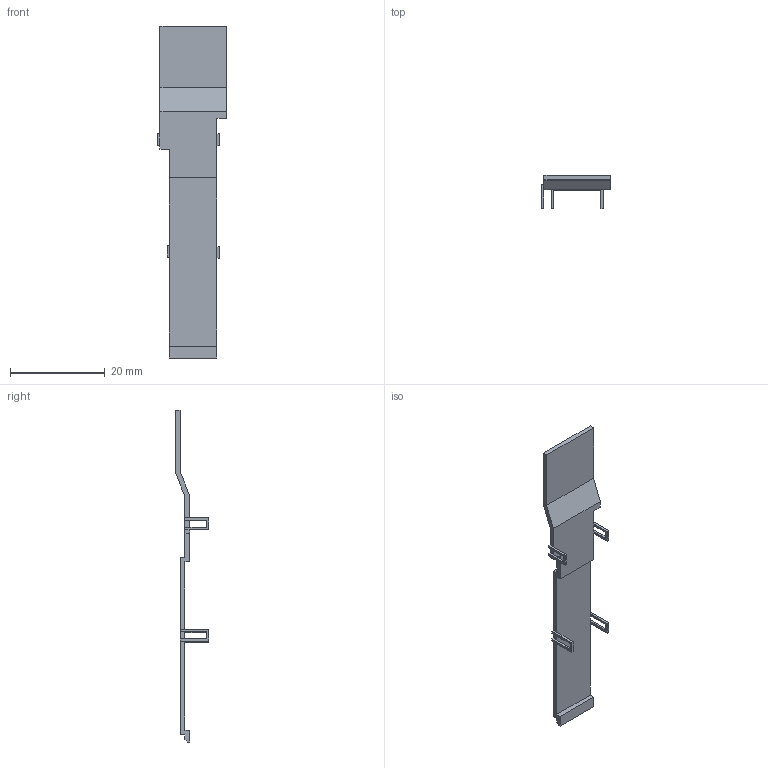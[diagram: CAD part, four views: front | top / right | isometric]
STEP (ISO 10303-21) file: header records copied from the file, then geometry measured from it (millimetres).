
FILE_DESCRIPTION(('produced by SPATIAL CORP'),'2;1');
FILE_NAME( 'fin_cover.prt.hh.sat.stp', '2002-04-19T13:51:32+00:00',('SPATIAL CORP'),('SPATIAL CORP'), 'ACIS STEP Husk','http://www.spatial.com','SPATIAL CORP');
FILE_SCHEMA(('CONFIG_CONTROL_DESIGN'));
Length unit declared in the file: millimetre
Products named in the file (1): PRODUCT_ID_1
Bounding box: 14.5 x 7 x 70 mm (x, y, z)
Volume: 827.6 mm3; surface area: 1896.4 mm2
Topology: 1 solids, 1 shells, 63 faces, 191 edges, 122 vertices
Faces by surface type: plane 63
Entity records: 2178 total; most frequent: ORIENTED_EDGE 382, CARTESIAN_POINT 376, DIRECTION 317, VECTOR 191, LINE 191, EDGE_CURVE 191, VERTEX_POINT 122, EDGE_LOOP 63
